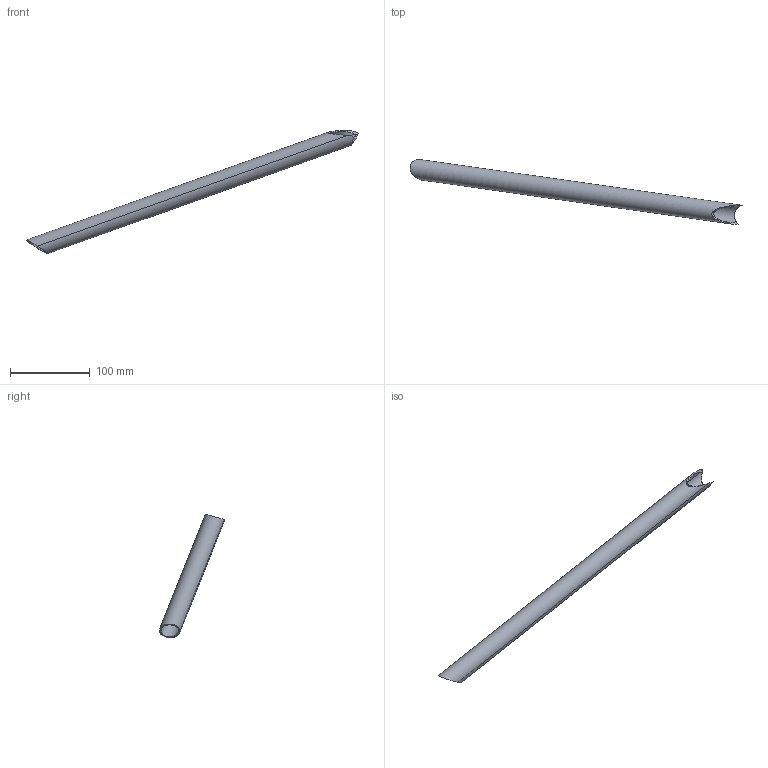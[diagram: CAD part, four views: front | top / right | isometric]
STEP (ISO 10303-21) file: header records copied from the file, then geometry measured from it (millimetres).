
FILE_DESCRIPTION(('STEP AP214'),'1');
FILE_NAME('5.stp','2019-12-01T17:29:42',(' '),(' '),'Spatial InterOp 3D',' ',' ');
FILE_SCHEMA(('AUTOMOTIVE_DESIGN { 1 0 10303 214 1 1 1 1 }'));
Length unit declared in the file: metre
Products named in the file (1): PartBody/Trim.1
Bounding box: 415.65 x 81.54 x 154.17 mm (x, y, z)
Volume: 45825.2 mm3; surface area: 61471.3 mm2
Topology: 1 solids, 1 shells, 8 faces, 21 edges, 14 vertices
Faces by surface type: cylinder 7, plane 1
Entity records: 1102 total; most frequent: CARTESIAN_POINT 759, ORIENTED_EDGE 42, STYLED_ITEM 25, PRESENTATION_STYLE_ASSIGNMENT 25, COLOUR_RGB 25, DIRECTION 23, EDGE_CURVE 21, CURVE_STYLE 16
